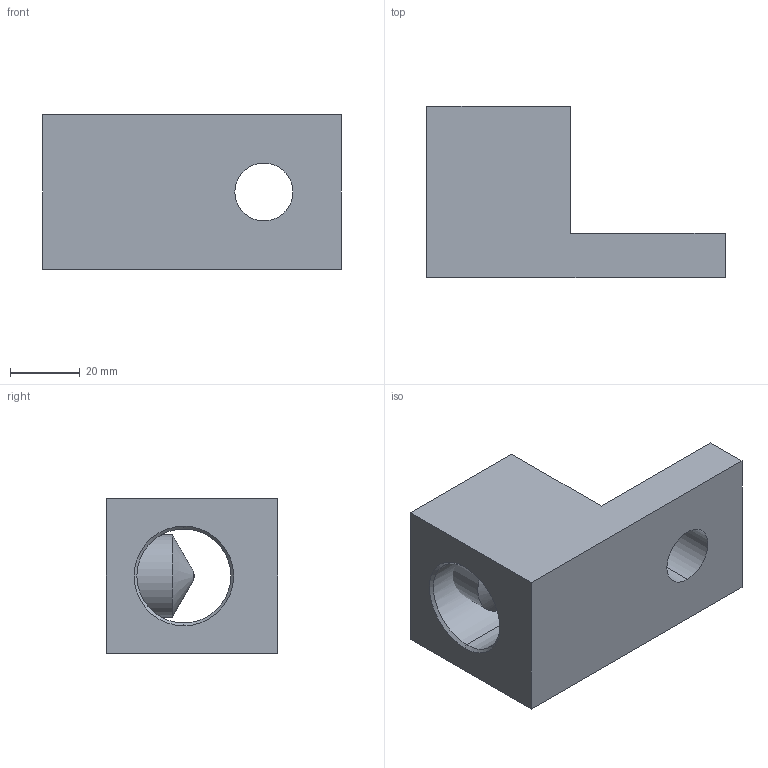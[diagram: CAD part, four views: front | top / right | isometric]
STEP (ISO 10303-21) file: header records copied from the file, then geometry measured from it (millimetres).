
FILE_DESCRIPTION (( 'STEP AP203' ), '1' );
FILE_NAME ('LA-800-1.step', '2023-11-15T15:14:02', ( '' ), ( '' ), 'SwSTEP 2.0', 'SolidWorks 2023', '' );
FILE_SCHEMA (( 'CONFIG_CONTROL_DESIGN' ));
Length unit declared in the file: inch
Products named in the file (1): LA-800-1
Bounding box: 85.7 x 49.31 x 44.5 mm (x, y, z)
Volume: 92518.4 mm3; surface area: 22547.1 mm2
Topology: 2 solids, 2 shells, 55 faces, 146 edges, 94 vertices
Faces by surface type: plane 27, cone 17, cylinder 10, bspline 1
Entity records: 1901 total; most frequent: CARTESIAN_POINT 439, DIRECTION 289, ORIENTED_EDGE 288, EDGE_CURVE 144, AXIS2_PLACEMENT_3D 104, VERTEX_POINT 94, VECTOR 81, LINE 81
